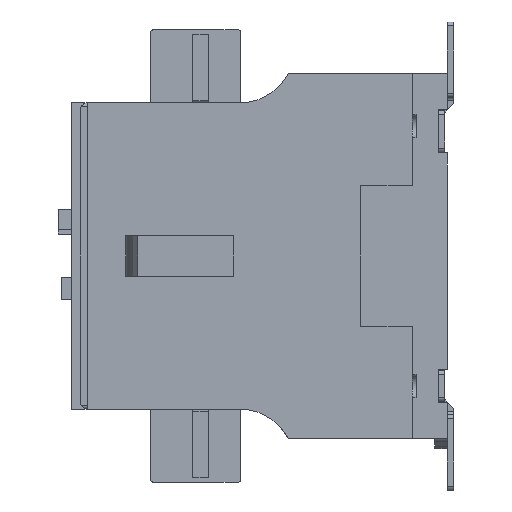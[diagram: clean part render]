
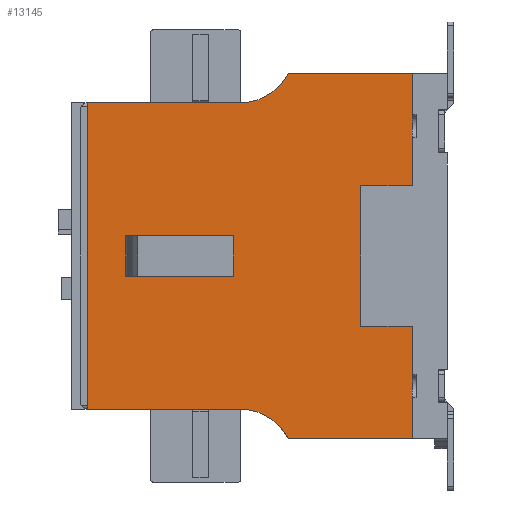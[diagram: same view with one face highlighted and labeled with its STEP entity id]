
A CAD part, left-side view. The second image highlights one B-rep face of the part: STEP entity #13145.
In plain terms, the highlighted planar face has unit normal (-1, 0, 0).
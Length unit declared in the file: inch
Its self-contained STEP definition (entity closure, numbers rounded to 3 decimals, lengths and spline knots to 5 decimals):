
#117 = VERTEX_POINT ( 'NONE', #535 ) ;
#168 = CARTESIAN_POINT ( 'NONE',  ( -2.69685, 5.14567, 3.74016 ) ) ;
#400 = CARTESIAN_POINT ( 'NONE',  ( -2.69685, 5.14567, 3.12992 ) ) ;
#459 = EDGE_CURVE ( 'NONE', #15123, #4305, #9503, .T. ) ;
#535 = CARTESIAN_POINT ( 'NONE',  ( -2.69685, 4.24016, 3.12992 ) ) ;
#565 = CARTESIAN_POINT ( 'NONE',  ( -2.69685, 1.77559, 1.43701 ) ) ;
#965 = VERTEX_POINT ( 'NONE', #12388 ) ;
#975 = CARTESIAN_POINT ( 'NONE',  ( -2.69685, 0., -3.74016 ) ) ;
#991 = DIRECTION ( 'NONE',  ( 0., -1., 0. ) ) ;
#1063 = VERTEX_POINT ( 'NONE', #10784 ) ;
#1075 = FACE_OUTER_BOUND ( 'NONE', #6432, .T. ) ;
#1536 = CIRCLE ( 'NONE', #15588, 1.10236 ) ;
#1559 = ORIENTED_EDGE ( 'NONE', *, *, #3437, .T. ) ;
#1593 = DIRECTION ( 'NONE',  ( 0., 0., -1. ) ) ;
#1868 = CARTESIAN_POINT ( 'NONE',  ( -2.69685, 4.24016, -3.12992 ) ) ;
#2177 = VERTEX_POINT ( 'NONE', #13579 ) ;
#2221 = DIRECTION ( 'NONE',  ( 0., 0., -1. ) ) ;
#2540 = CARTESIAN_POINT ( 'NONE',  ( -2.69685, 0.71654, 3.74016 ) ) ;
#2556 = LINE ( 'NONE', #975, #3409 ) ;
#2638 = CARTESIAN_POINT ( 'NONE',  ( -2.69685, 6.57482, -0.41339 ) ) ;
#2890 = VECTOR ( 'NONE', #2221, 39.37008 ) ;
#3055 = ORIENTED_EDGE ( 'NONE', *, *, #14283, .F. ) ;
#3099 = DIRECTION ( 'NONE',  ( 0., 0., 1. ) ) ;
#3226 = VERTEX_POINT ( 'NONE', #7632 ) ;
#3357 = EDGE_CURVE ( 'NONE', #9769, #117, #8587, .T. ) ;
#3409 = VECTOR ( 'NONE', #6347, 39.37008 ) ;
#3437 = EDGE_CURVE ( 'NONE', #13358, #4305, #16759, .T. ) ;
#3443 = VECTOR ( 'NONE', #9677, 39.37008 ) ;
#3633 = FACE_BOUND ( 'NONE', #9982, .T. ) ;
#3882 = EDGE_CURVE ( 'NONE', #6862, #12485, #15280, .T. ) ;
#4305 = VERTEX_POINT ( 'NONE', #5384 ) ;
#4340 = LINE ( 'NONE', #12678, #12959 ) ;
#4523 = CARTESIAN_POINT ( 'NONE',  ( -2.69685, 1.77559, 1.43701 ) ) ;
#4692 = DIRECTION ( 'NONE',  ( -1., 0., 0. ) ) ;
#4767 = EDGE_CURVE ( 'NONE', #11274, #15123, #4340, .T. ) ;
#4891 = CARTESIAN_POINT ( 'NONE',  ( -2.69685, 0.71654, 1.43701 ) ) ;
#4895 = ORIENTED_EDGE ( 'NONE', *, *, #14619, .F. ) ;
#5167 = DIRECTION ( 'NONE',  ( 0., 0., -1. ) ) ;
#5232 = CARTESIAN_POINT ( 'NONE',  ( -2.69685, 6.57482, 0.41339 ) ) ;
#5384 = CARTESIAN_POINT ( 'NONE',  ( -2.69685, 4.37402, -0.41339 ) ) ;
#5494 = CARTESIAN_POINT ( 'NONE',  ( -2.69685, 4.24016, -4.23228 ) ) ;
#5671 = DIRECTION ( 'NONE',  ( 0., 1., 0. ) ) ;
#5706 = EDGE_CURVE ( 'NONE', #965, #9769, #6017, .T. ) ;
#5728 = ORIENTED_EDGE ( 'NONE', *, *, #16707, .F. ) ;
#6017 = LINE ( 'NONE', #10055, #8749 ) ;
#6035 = VERTEX_POINT ( 'NONE', #10307 ) ;
#6042 = CARTESIAN_POINT ( 'NONE',  ( -2.69685, 3.25374, -3.74016 ) ) ;
#6115 = DIRECTION ( 'NONE',  ( 0., -1., 0. ) ) ;
#6347 = DIRECTION ( 'NONE',  ( 0., 1., 0. ) ) ;
#6432 = EDGE_LOOP ( 'NONE', ( #7145, #5728, #7349, #13963, #9594, #12421, #8771, #9683, #12577, #3055, #4895, #15374 ) ) ;
#6551 = LINE ( 'NONE', #5232, #7592 ) ;
#6862 = VERTEX_POINT ( 'NONE', #14309 ) ;
#7145 = ORIENTED_EDGE ( 'NONE', *, *, #8048, .F. ) ;
#7173 = VECTOR ( 'NONE', #11375, 39.37008 ) ;
#7349 = ORIENTED_EDGE ( 'NONE', *, *, #3882, .F. ) ;
#7439 = LINE ( 'NONE', #565, #2890 ) ;
#7470 = AXIS2_PLACEMENT_3D ( 'NONE', #10582, #17345, #991 ) ;
#7592 = VECTOR ( 'NONE', #13399, 39.37008 ) ;
#7632 = CARTESIAN_POINT ( 'NONE',  ( -2.69685, 3.25374, 3.74016 ) ) ;
#7747 = ORIENTED_EDGE ( 'NONE', *, *, #4767, .F. ) ;
#7814 = AXIS2_PLACEMENT_3D ( 'NONE', #8383, #4692, #10054 ) ;
#7987 = LINE ( 'NONE', #10702, #13485 ) ;
#8048 = EDGE_CURVE ( 'NONE', #6035, #2177, #7987, .T. ) ;
#8106 = DIRECTION ( 'NONE',  ( 0., -1., 0. ) ) ;
#8186 = LINE ( 'NONE', #168, #3443 ) ;
#8279 = EDGE_CURVE ( 'NONE', #11274, #13358, #6551, .T. ) ;
#8383 = CARTESIAN_POINT ( 'NONE',  ( -2.69685, 4.24016, 4.23228 ) ) ;
#8587 = LINE ( 'NONE', #400, #9284 ) ;
#8749 = VECTOR ( 'NONE', #3099, 39.37008 ) ;
#8771 = ORIENTED_EDGE ( 'NONE', *, *, #3357, .F. ) ;
#9047 = VERTEX_POINT ( 'NONE', #2540 ) ;
#9174 = LINE ( 'NONE', #10581, #14302 ) ;
#9259 = EDGE_CURVE ( 'NONE', #9047, #6862, #16143, .T. ) ;
#9284 = VECTOR ( 'NONE', #6115, 39.37008 ) ;
#9503 = LINE ( 'NONE', #2638, #17190 ) ;
#9594 = ORIENTED_EDGE ( 'NONE', *, *, #16306, .F. ) ;
#9677 = DIRECTION ( 'NONE',  ( 0., -1., 0. ) ) ;
#9683 = ORIENTED_EDGE ( 'NONE', *, *, #5706, .F. ) ;
#9750 = ORIENTED_EDGE ( 'NONE', *, *, #459, .F. ) ;
#9769 = VERTEX_POINT ( 'NONE', #12807 ) ;
#9799 = CIRCLE ( 'NONE', #7814, 1.10236 ) ;
#9880 = VERTEX_POINT ( 'NONE', #10683 ) ;
#9912 = DIRECTION ( 'NONE',  ( 0., 0., -1. ) ) ;
#9982 = EDGE_LOOP ( 'NONE', ( #12908, #1559, #9750, #7747 ) ) ;
#10054 = DIRECTION ( 'NONE',  ( 0., 1., 0. ) ) ;
#10055 = CARTESIAN_POINT ( 'NONE',  ( -2.69685, 7.35039, 3.12992 ) ) ;
#10307 = CARTESIAN_POINT ( 'NONE',  ( -2.69685, 1.77559, -1.43701 ) ) ;
#10325 = DIRECTION ( 'NONE',  ( 0., 0., -1. ) ) ;
#10581 = CARTESIAN_POINT ( 'NONE',  ( -2.69685, 0.71654, 3.74016 ) ) ;
#10582 = CARTESIAN_POINT ( 'NONE',  ( -2.69685, 5.14567, 3.74016 ) ) ;
#10683 = CARTESIAN_POINT ( 'NONE',  ( -2.69685, 4.24016, -3.12992 ) ) ;
#10702 = CARTESIAN_POINT ( 'NONE',  ( -2.69685, 1.77559, -1.43701 ) ) ;
#10784 = CARTESIAN_POINT ( 'NONE',  ( -2.69685, 0.71654, -3.74016 ) ) ;
#10850 = DIRECTION ( 'NONE',  ( -1., 0., 0. ) ) ;
#11252 = VECTOR ( 'NONE', #9912, 39.37008 ) ;
#11274 = VERTEX_POINT ( 'NONE', #14891 ) ;
#11288 = CARTESIAN_POINT ( 'NONE',  ( -2.69685, 4.37402, 0.41339 ) ) ;
#11375 = DIRECTION ( 'NONE',  ( 0., 1., 0. ) ) ;
#11390 = EDGE_CURVE ( 'NONE', #117, #3226, #9799, .T. ) ;
#12262 = EDGE_CURVE ( 'NONE', #2177, #1063, #9174, .T. ) ;
#12388 = CARTESIAN_POINT ( 'NONE',  ( -2.69685, 7.35039, -3.12992 ) ) ;
#12421 = ORIENTED_EDGE ( 'NONE', *, *, #11390, .F. ) ;
#12485 = VERTEX_POINT ( 'NONE', #4523 ) ;
#12577 = ORIENTED_EDGE ( 'NONE', *, *, #14412, .F. ) ;
#12678 = CARTESIAN_POINT ( 'NONE',  ( -2.69685, 6.57482, 0.41339 ) ) ;
#12807 = CARTESIAN_POINT ( 'NONE',  ( -2.69685, 7.35039, 3.12992 ) ) ;
#12908 = ORIENTED_EDGE ( 'NONE', *, *, #8279, .T. ) ;
#12959 = VECTOR ( 'NONE', #1593, 39.37008 ) ;
#13145 = ADVANCED_FACE ( 'NONE', ( #3633, #1075 ), #17088, .F. ) ;
#13358 = VERTEX_POINT ( 'NONE', #11288 ) ;
#13399 = DIRECTION ( 'NONE',  ( 0., -1., 0. ) ) ;
#13485 = VECTOR ( 'NONE', #14928, 39.37008 ) ;
#13579 = CARTESIAN_POINT ( 'NONE',  ( -2.69685, 0.71654, -1.43701 ) ) ;
#13706 = CARTESIAN_POINT ( 'NONE',  ( -2.69685, 6.57482, -0.41339 ) ) ;
#13944 = DIRECTION ( 'NONE',  ( 0., 1., 0. ) ) ;
#13963 = ORIENTED_EDGE ( 'NONE', *, *, #9259, .F. ) ;
#14048 = VERTEX_POINT ( 'NONE', #6042 ) ;
#14283 = EDGE_CURVE ( 'NONE', #14048, #9880, #1536, .T. ) ;
#14302 = VECTOR ( 'NONE', #10325, 39.37008 ) ;
#14309 = CARTESIAN_POINT ( 'NONE',  ( -2.69685, 0.71654, 1.43701 ) ) ;
#14412 = EDGE_CURVE ( 'NONE', #9880, #965, #15416, .T. ) ;
#14619 = EDGE_CURVE ( 'NONE', #1063, #14048, #2556, .T. ) ;
#14655 = CARTESIAN_POINT ( 'NONE',  ( -2.69685, 0.71654, 3.74016 ) ) ;
#14891 = CARTESIAN_POINT ( 'NONE',  ( -2.69685, 6.57482, 0.41339 ) ) ;
#14928 = DIRECTION ( 'NONE',  ( 0., -1., 0. ) ) ;
#15123 = VERTEX_POINT ( 'NONE', #13706 ) ;
#15280 = LINE ( 'NONE', #4891, #17150 ) ;
#15374 = ORIENTED_EDGE ( 'NONE', *, *, #12262, .F. ) ;
#15416 = LINE ( 'NONE', #1868, #7173 ) ;
#15526 = CARTESIAN_POINT ( 'NONE',  ( -2.69685, 4.37402, 0.41339 ) ) ;
#15588 = AXIS2_PLACEMENT_3D ( 'NONE', #5494, #10850, #5671 ) ;
#15901 = VECTOR ( 'NONE', #5167, 39.37008 ) ;
#16143 = LINE ( 'NONE', #14655, #15901 ) ;
#16306 = EDGE_CURVE ( 'NONE', #3226, #9047, #8186, .T. ) ;
#16707 = EDGE_CURVE ( 'NONE', #12485, #6035, #7439, .T. ) ;
#16759 = LINE ( 'NONE', #15526, #11252 ) ;
#17088 = PLANE ( 'NONE',  #7470 ) ;
#17150 = VECTOR ( 'NONE', #13944, 39.37008 ) ;
#17190 = VECTOR ( 'NONE', #8106, 39.37008 ) ;
#17345 = DIRECTION ( 'NONE',  ( 1., 0., 0. ) ) ;
